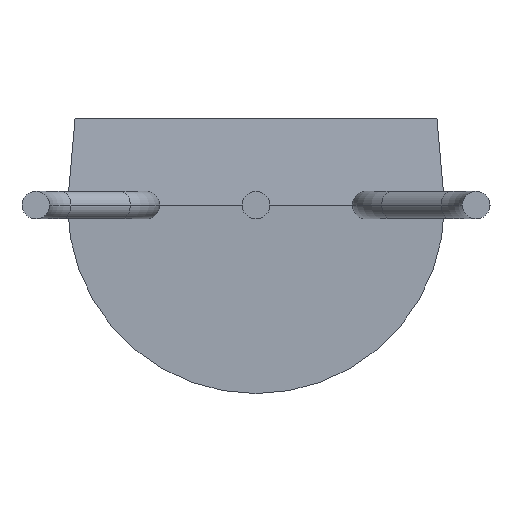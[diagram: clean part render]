
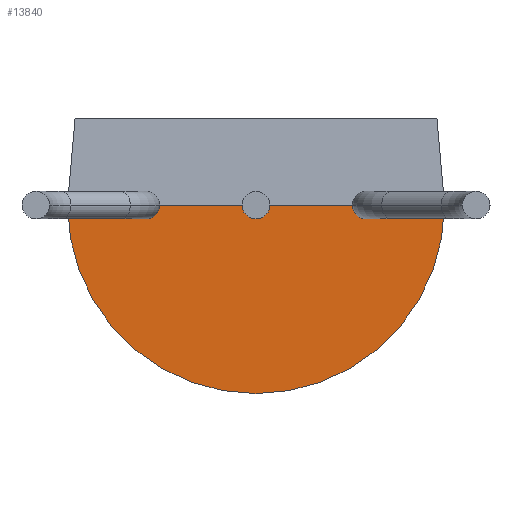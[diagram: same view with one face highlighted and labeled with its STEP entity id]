
A CAD part, front view. The second image highlights one B-rep face of the part: STEP entity #13840.
In plain terms, the highlighted planar face has unit normal (0, -1, 0).
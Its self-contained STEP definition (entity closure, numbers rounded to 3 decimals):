
#1204 = ORIENTED_EDGE ( 'NONE', *, *, #5567, .F. ) ;
#1420 = CARTESIAN_POINT ( 'NONE',  ( 0., 0., 0. ) ) ;
#1477 = EDGE_CURVE ( 'NONE', #13658, #7629, #8929, .T. ) ;
#1935 = ORIENTED_EDGE ( 'NONE', *, *, #1477, .F. ) ;
#2066 = DIRECTION ( 'NONE',  ( 1., 0., 0. ) ) ;
#2504 = PLANE ( 'NONE',  #9886 ) ;
#2874 = DIRECTION ( 'NONE',  ( 0., 0., 1. ) ) ;
#3156 = LINE ( 'NONE', #7709, #9662 ) ;
#3995 = ORIENTED_EDGE ( 'NONE', *, *, #5312, .F. ) ;
#4831 = DIRECTION ( 'NONE',  ( 0., 0., 1. ) ) ;
#5312 = EDGE_CURVE ( 'NONE', #7629, #5329, #10121, .T. ) ;
#5329 = VERTEX_POINT ( 'NONE', #10008 ) ;
#5567 = EDGE_CURVE ( 'NONE', #5329, #13658, #3156, .T. ) ;
#6838 = CARTESIAN_POINT ( 'NONE',  ( 0., 0., 0. ) ) ;
#6839 = FACE_OUTER_BOUND ( 'NONE', #14082, .T. ) ;
#6869 = AXIS2_PLACEMENT_3D ( 'NONE', #7912, #11223, #12315 ) ;
#7629 = VERTEX_POINT ( 'NONE', #12797 ) ;
#7709 = CARTESIAN_POINT ( 'NONE',  ( -2.175, 0., 0. ) ) ;
#7912 = CARTESIAN_POINT ( 'NONE',  ( 0., 0., 0. ) ) ;
#8929 = CIRCLE ( 'NONE', #6869, 2.175 ) ;
#8964 = AXIS2_PLACEMENT_3D ( 'NONE', #6838, #10151, #4831 ) ;
#9662 = VECTOR ( 'NONE', #2066, 1000. ) ;
#9886 = AXIS2_PLACEMENT_3D ( 'NONE', #1420, #13480, #2874 ) ;
#10008 = CARTESIAN_POINT ( 'NONE',  ( -2.175, 0., 0. ) ) ;
#10121 = CIRCLE ( 'NONE', #8964, 2.175 ) ;
#10151 = DIRECTION ( 'NONE',  ( 0., 1., 0. ) ) ;
#11223 = DIRECTION ( 'NONE',  ( 0., 1., 0. ) ) ;
#12315 = DIRECTION ( 'NONE',  ( 0., 0., 1. ) ) ;
#12797 = CARTESIAN_POINT ( 'NONE',  ( 0., 0., -2.175 ) ) ;
#13480 = DIRECTION ( 'NONE',  ( 0., 1., 0. ) ) ;
#13658 = VERTEX_POINT ( 'NONE', #13871 ) ;
#13840 = ADVANCED_FACE ( 'NONE', ( #6839 ), #2504, .F. ) ;
#13871 = CARTESIAN_POINT ( 'NONE',  ( 2.175, 0., 0. ) ) ;
#14082 = EDGE_LOOP ( 'NONE', ( #1935, #1204, #3995 ) ) ;
